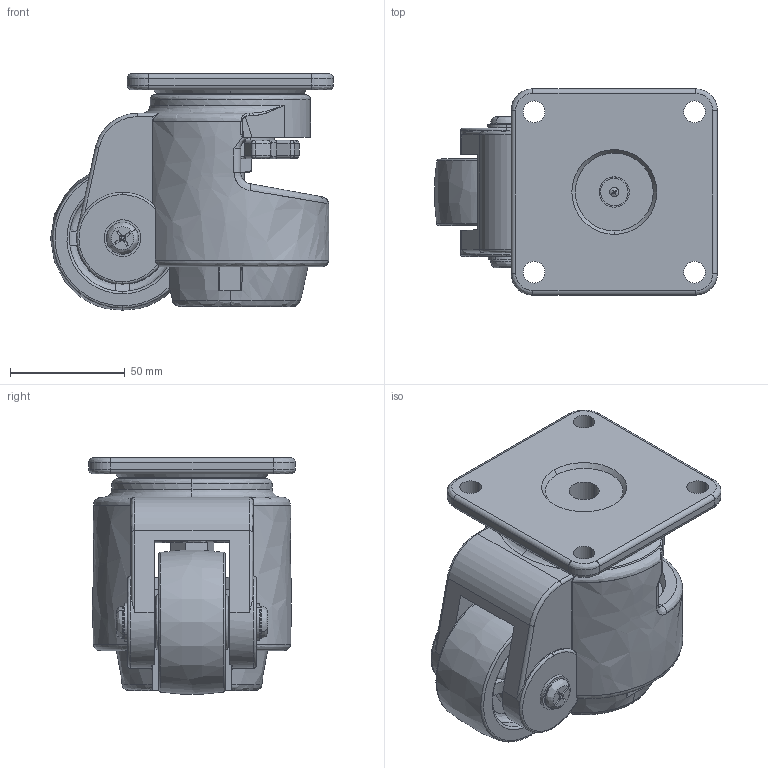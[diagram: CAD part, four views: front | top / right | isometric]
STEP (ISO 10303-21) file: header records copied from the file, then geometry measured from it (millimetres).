
FILE_DESCRIPTION (( 'STEP AP214' ), '1' );
FILE_NAME ('0016581.step', '2022-06-29T12:46:36', ( '' ), ( '' ), 'SwSTEP 2.0', 'SolidWorks 2020', '' );
FILE_SCHEMA (( 'AUTOMOTIVE_DESIGN' ));
Length unit declared in the file: millimetre
Products named in the file (1): 0016581
Bounding box: 123.38 x 90 x 103.08 mm (x, y, z)
Surface area: 121001.7 mm2 (no closed solid volume)
Topology: 0 solids, 23 shells, 863 faces, 2301 edges, 1460 vertices
Faces by surface type: cylinder 304, bspline 265, plane 250, cone 44
Entity records: 48796 total; most frequent: CARTESIAN_POINT 24002, ORIENTED_EDGE 4319, DIRECTION 4035, EDGE_CURVE 2274, AXIS2_PLACEMENT_3D 1600, VERTEX_POINT 1460, CIRCLE 1001, EDGE_LOOP 913
